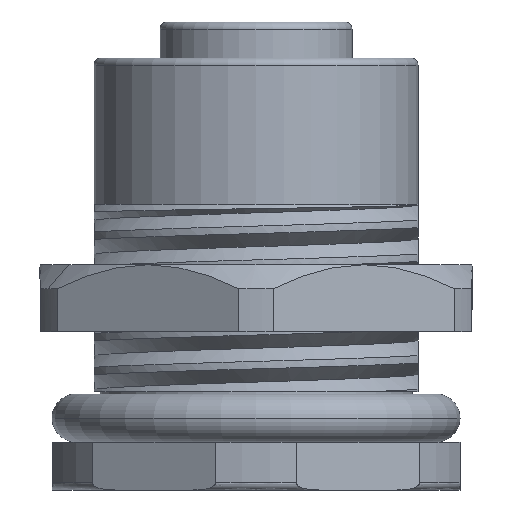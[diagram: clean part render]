
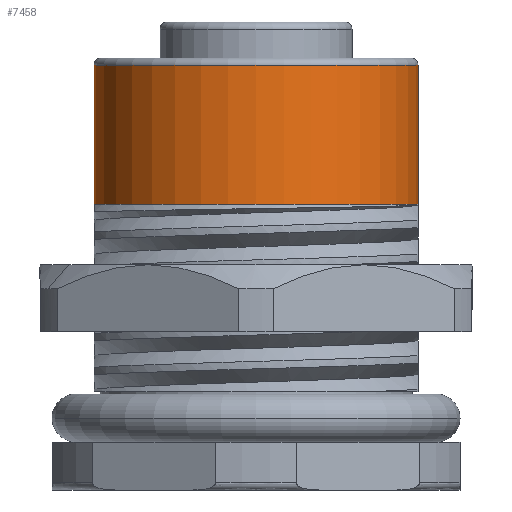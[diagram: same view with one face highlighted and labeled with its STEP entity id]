
A CAD part, front view. The second image highlights one B-rep face of the part: STEP entity #7458.
In plain terms, the highlighted cylindrical face has radius 6.75 mm (diameter 13.5 mm), a partial arc.
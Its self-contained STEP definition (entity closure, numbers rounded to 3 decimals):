
#190 = VERTEX_POINT ( 'NONE', #8283 ) ;
#420 = VERTEX_POINT ( 'NONE', #8126 ) ;
#2210 = CIRCLE ( 'NONE', #8956, 6.75 ) ;
#2675 = CIRCLE ( 'NONE', #9190, 6.75 ) ;
#5630 = DIRECTION ( 'NONE',  ( 0., 0., 1. ) ) ;
#5633 = CARTESIAN_POINT ( 'NONE',  ( -6.75, 0., 11.9 ) ) ;
#5637 = CARTESIAN_POINT ( 'NONE',  ( 6.75, 0., 11.9 ) ) ;
#5639 = DIRECTION ( 'NONE',  ( 0., 0., 1. ) ) ;
#5948 = CARTESIAN_POINT ( 'NONE',  ( 0., 0., 11.9 ) ) ;
#5949 = DIRECTION ( 'NONE',  ( 0., 0., 1. ) ) ;
#5950 = DIRECTION ( 'NONE',  ( 1., 0., 0. ) ) ;
#6200 = VECTOR ( 'NONE', #5639, 1000. ) ;
#6201 = VECTOR ( 'NONE', #5630, 1000. ) ;
#6202 = LINE ( 'NONE', #5637, #6200 ) ;
#6205 = LINE ( 'NONE', #5633, #6201 ) ;
#6658 = CARTESIAN_POINT ( 'NONE',  ( -6.75, 0., 11.9 ) ) ;
#6673 = CARTESIAN_POINT ( 'NONE',  ( 6.75, 0., 11.9 ) ) ;
#7272 = CARTESIAN_POINT ( 'NONE',  ( 0., 0., 17.7 ) ) ;
#7273 = DIRECTION ( 'NONE',  ( 0., 0., -1. ) ) ;
#7274 = DIRECTION ( 'NONE',  ( 1., 0., 0. ) ) ;
#7458 = ADVANCED_FACE ( 'NONE', ( #10397 ), #10388, .T. ) ;
#7673 = EDGE_CURVE ( 'NONE', #13260, #190, #6205, .T. ) ;
#7674 = EDGE_CURVE ( 'NONE', #13277, #420, #6202, .T. ) ;
#7733 = EDGE_CURVE ( 'NONE', #13260, #13277, #2210, .T. ) ;
#8126 = CARTESIAN_POINT ( 'NONE',  ( 6.75, 0., 17.7 ) ) ;
#8283 = CARTESIAN_POINT ( 'NONE',  ( -6.75, 0., 17.7 ) ) ;
#8780 = AXIS2_PLACEMENT_3D ( 'NONE', #12459, #12458, #12455 ) ;
#8956 = AXIS2_PLACEMENT_3D ( 'NONE', #5948, #5949, #5950 ) ;
#9190 = AXIS2_PLACEMENT_3D ( 'NONE', #7272, #7273, #7274 ) ;
#10388 = CYLINDRICAL_SURFACE ( 'NONE', #8780, 6.75 ) ;
#10397 = FACE_OUTER_BOUND ( 'NONE', #10990, .T. ) ;
#10810 = ORIENTED_EDGE ( 'NONE', *, *, #14370, .T. ) ;
#10811 = ORIENTED_EDGE ( 'NONE', *, *, #7674, .T. ) ;
#10812 = ORIENTED_EDGE ( 'NONE', *, *, #7733, .T. ) ;
#10813 = ORIENTED_EDGE ( 'NONE', *, *, #7673, .F. ) ;
#10990 = EDGE_LOOP ( 'NONE', ( #10813, #10812, #10811, #10810 ) ) ;
#12455 = DIRECTION ( 'NONE',  ( 1., 0., 0. ) ) ;
#12458 = DIRECTION ( 'NONE',  ( 0., 0., 1. ) ) ;
#12459 = CARTESIAN_POINT ( 'NONE',  ( 0., 0., 11.9 ) ) ;
#13260 = VERTEX_POINT ( 'NONE', #6658 ) ;
#13277 = VERTEX_POINT ( 'NONE', #6673 ) ;
#14370 = EDGE_CURVE ( 'NONE', #420, #190, #2675, .T. ) ;
